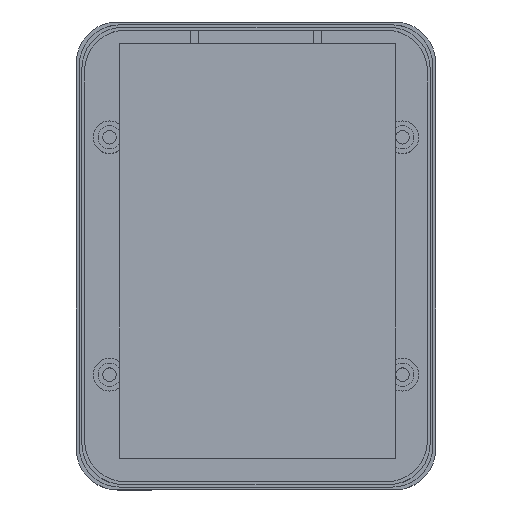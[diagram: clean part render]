
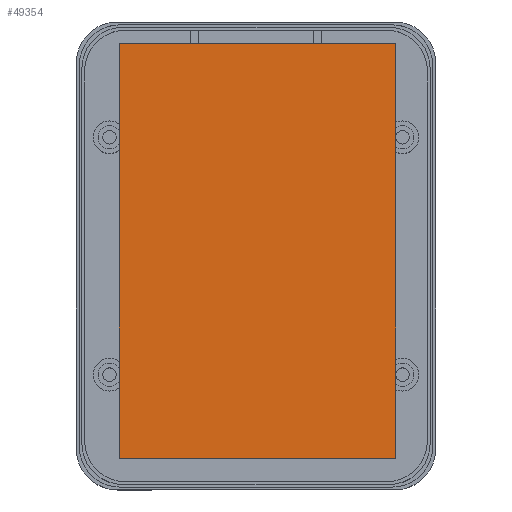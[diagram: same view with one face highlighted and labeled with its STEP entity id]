
A CAD part, top view. The second image highlights one B-rep face of the part: STEP entity #49354.
In plain terms, the highlighted planar face has unit normal (0, 0, 1).
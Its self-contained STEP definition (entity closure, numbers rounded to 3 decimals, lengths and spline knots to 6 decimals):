
#230=ORIENTED_EDGE('',*,*,#14972,.F.);
#231=ORIENTED_EDGE('',*,*,#14976,.T.);
#232=ORIENTED_EDGE('',*,*,#14979,.T.);
#233=ORIENTED_EDGE('',*,*,#14981,.F.);
#14972=EDGE_CURVE('',#22350,#22351,#27278,.T.);
#14976=EDGE_CURVE('',#22350,#22353,#27282,.T.);
#14979=EDGE_CURVE('',#22353,#22355,#27285,.T.);
#14981=EDGE_CURVE('',#22351,#22355,#27287,.T.);
#22350=VERTEX_POINT('',#66850);
#22351=VERTEX_POINT('',#66852);
#22353=VERTEX_POINT('',#66858);
#22355=VERTEX_POINT('',#66864);
#27278=LINE('',#66851,#34528);
#27282=LINE('',#66859,#34532);
#27285=LINE('',#66865,#34535);
#27287=LINE('',#66868,#34537);
#34528=VECTOR('',#54458,1.);
#34532=VECTOR('',#54464,1.);
#34535=VECTOR('',#54469,1.);
#34537=VECTOR('',#54473,1.);
#41780=EDGE_LOOP('',(#230,#231,#232,#233));
#44346=FACE_BOUND('',#41780,.T.);
#46912=PLANE('',#51886);
#49354=ADVANCED_FACE('',(#44346),#46912,.T.);
#51886=AXIS2_PLACEMENT_3D('',#66869,#54474,#54475);
#54458=DIRECTION('',(1.,0.,0.));
#54464=DIRECTION('',(0.,-1.,0.));
#54469=DIRECTION('',(1.,0.,0.));
#54473=DIRECTION('',(0.,-1.,0.));
#54474=DIRECTION('',(0.,0.,1.));
#54475=DIRECTION('',(1.,0.,0.));
#66850=CARTESIAN_POINT('',(-0.0254,0.0381,0.002));
#66851=CARTESIAN_POINT('',(0.,0.0381,0.002));
#66852=CARTESIAN_POINT('',(0.0254,0.0381,0.002));
#66858=CARTESIAN_POINT('',(-0.0254,-0.0381,0.002));
#66859=CARTESIAN_POINT('',(-0.0254,0.,0.002));
#66864=CARTESIAN_POINT('',(0.0254,-0.0381,0.002));
#66865=CARTESIAN_POINT('',(0.,-0.0381,0.002));
#66868=CARTESIAN_POINT('',(0.0254,0.,0.002));
#66869=CARTESIAN_POINT('',(0.,0.,0.002));
